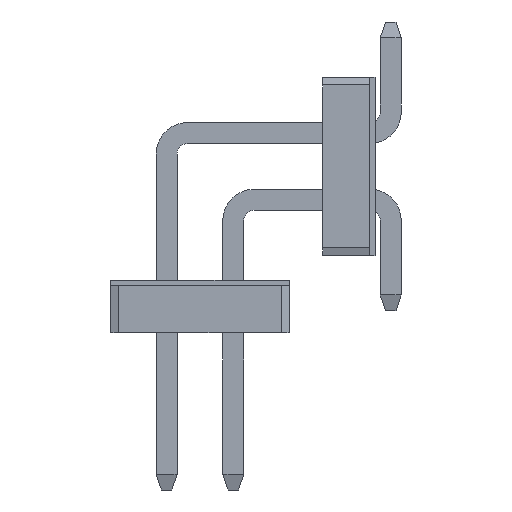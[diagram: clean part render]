
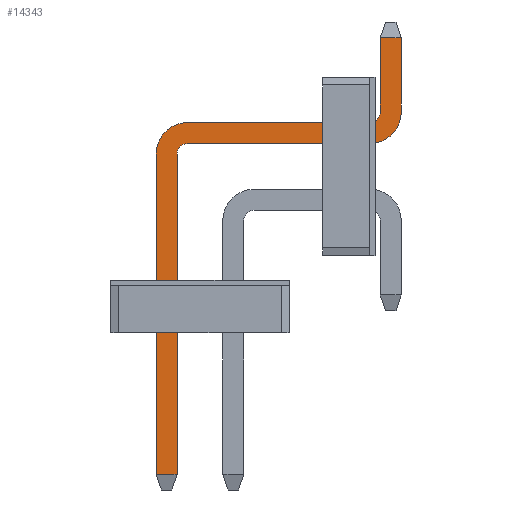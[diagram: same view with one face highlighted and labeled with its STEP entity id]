
A CAD part, left-side view. The second image highlights one B-rep face of the part: STEP entity #14343.
In plain terms, the highlighted planar face has unit normal (-1, 0, 0).
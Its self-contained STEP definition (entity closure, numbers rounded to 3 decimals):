
#14029=CARTESIAN_POINT('',(-0.2,3.77,-5.865));
#14030=VERTEX_POINT('',#14029);
#14053=CARTESIAN_POINT('',(-0.2,4.17,-5.865));
#14054=VERTEX_POINT('',#14053);
#14055=CARTESIAN_POINT('',(-0.2,3.77,-5.865));
#14056=DIRECTION('',(0.,1.,0.));
#14057=VECTOR('',#14056,0.4);
#14058=LINE('',#14055,#14057);
#14059=EDGE_CURVE('',#14030,#14054,#14058,.T.);
#14100=CARTESIAN_POINT('',(-0.2,4.17,0.235));
#14101=VERTEX_POINT('',#14100);
#14102=CARTESIAN_POINT('',(-0.2,4.17,-5.865));
#14103=DIRECTION('',(0.,0.,1.));
#14104=VECTOR('',#14103,6.1);
#14105=LINE('',#14102,#14104);
#14106=EDGE_CURVE('',#14054,#14101,#14105,.T.);
#14241=CARTESIAN_POINT('',(-0.2,3.77,0.235));
#14242=VERTEX_POINT('',#14241);
#14249=CARTESIAN_POINT('',(-0.2,3.77,0.235));
#14250=DIRECTION('',(0.,0.,-1.));
#14251=VECTOR('',#14250,6.1);
#14252=LINE('',#14249,#14251);
#14253=EDGE_CURVE('',#14242,#14030,#14252,.T.);
#14259=CARTESIAN_POINT('',(-0.2,4.17,-6.165));
#14260=DIRECTION('',(0.,-1.,0.));
#14261=DIRECTION('',(-1.,0.,0.));
#14262=AXIS2_PLACEMENT_3D('',#14259,#14261,#14260);
#14263=PLANE('',#14262);
#14264=ORIENTED_EDGE('',*,*,#14253,.F.);
#14265=CARTESIAN_POINT('',(-0.2,3.57,0.435));
#14266=VERTEX_POINT('',#14265);
#14267=CARTESIAN_POINT('',(-0.2,3.57,0.235));
#14268=DIRECTION('',(0.,1.,0.));
#14269=DIRECTION('',(1.,0.,0.));
#14270=AXIS2_PLACEMENT_3D('',#14267,#14269,#14268);
#14271=CIRCLE('',#14270,0.2);
#14272=EDGE_CURVE('',#14242,#14266,#14271,.T.);
#14273=ORIENTED_EDGE('',*,*,#14272,.T.);
#14274=CARTESIAN_POINT('',(-0.2,0.1,0.435));
#14275=VERTEX_POINT('',#14274);
#14276=CARTESIAN_POINT('',(-0.2,3.57,0.435));
#14277=DIRECTION('',(0.,-1.,0.));
#14278=VECTOR('',#14277,3.47);
#14279=LINE('',#14276,#14278);
#14280=EDGE_CURVE('',#14266,#14275,#14279,.T.);
#14281=ORIENTED_EDGE('',*,*,#14280,.T.);
#14282=CARTESIAN_POINT('',(-0.2,-0.5,1.035));
#14283=VERTEX_POINT('',#14282);
#14284=CARTESIAN_POINT('',(-0.2,0.1,1.035));
#14285=DIRECTION('',(0.,0.,-1.));
#14286=DIRECTION('',(-1.,0.,0.));
#14287=AXIS2_PLACEMENT_3D('',#14284,#14286,#14285);
#14288=CIRCLE('',#14287,0.6);
#14289=EDGE_CURVE('',#14275,#14283,#14288,.T.);
#14290=ORIENTED_EDGE('',*,*,#14289,.T.);
#14291=CARTESIAN_POINT('',(-0.2,-0.5,2.45));
#14292=VERTEX_POINT('',#14291);
#14293=CARTESIAN_POINT('',(-0.2,-0.5,1.035));
#14294=DIRECTION('',(0.,0.,1.));
#14295=VECTOR('',#14294,1.415);
#14296=LINE('',#14293,#14295);
#14297=EDGE_CURVE('',#14283,#14292,#14296,.T.);
#14298=ORIENTED_EDGE('',*,*,#14297,.T.);
#14299=CARTESIAN_POINT('',(-0.2,-0.1,2.45));
#14300=VERTEX_POINT('',#14299);
#14301=CARTESIAN_POINT('',(-0.2,-0.5,2.45));
#14302=DIRECTION('',(0.,1.,0.));
#14303=VECTOR('',#14302,0.4);
#14304=LINE('',#14301,#14303);
#14305=EDGE_CURVE('',#14292,#14300,#14304,.T.);
#14306=ORIENTED_EDGE('',*,*,#14305,.T.);
#14307=CARTESIAN_POINT('',(-0.2,-0.1,1.035));
#14308=VERTEX_POINT('',#14307);
#14309=CARTESIAN_POINT('',(-0.2,-0.1,2.45));
#14310=DIRECTION('',(0.,0.,-1.));
#14311=VECTOR('',#14310,1.415);
#14312=LINE('',#14309,#14311);
#14313=EDGE_CURVE('',#14300,#14308,#14312,.T.);
#14314=ORIENTED_EDGE('',*,*,#14313,.T.);
#14315=CARTESIAN_POINT('',(-0.2,0.1,0.835));
#14316=VERTEX_POINT('',#14315);
#14317=CARTESIAN_POINT('',(-0.2,0.1,1.035));
#14318=DIRECTION('',(0.,-1.,0.));
#14319=DIRECTION('',(1.,0.,0.));
#14320=AXIS2_PLACEMENT_3D('',#14317,#14319,#14318);
#14321=CIRCLE('',#14320,0.2);
#14322=EDGE_CURVE('',#14308,#14316,#14321,.T.);
#14323=ORIENTED_EDGE('',*,*,#14322,.T.);
#14324=CARTESIAN_POINT('',(-0.2,3.57,0.835));
#14325=VERTEX_POINT('',#14324);
#14326=CARTESIAN_POINT('',(-0.2,0.1,0.835));
#14327=DIRECTION('',(0.,1.,0.));
#14328=VECTOR('',#14327,3.47);
#14329=LINE('',#14326,#14328);
#14330=EDGE_CURVE('',#14316,#14325,#14329,.T.);
#14331=ORIENTED_EDGE('',*,*,#14330,.T.);
#14332=CARTESIAN_POINT('',(-0.2,3.57,0.235));
#14333=DIRECTION('',(0.,0.,1.));
#14334=DIRECTION('',(-1.,0.,0.));
#14335=AXIS2_PLACEMENT_3D('',#14332,#14334,#14333);
#14336=CIRCLE('',#14335,0.6);
#14337=EDGE_CURVE('',#14325,#14101,#14336,.T.);
#14338=ORIENTED_EDGE('',*,*,#14337,.T.);
#14339=ORIENTED_EDGE('',*,*,#14106,.F.);
#14340=ORIENTED_EDGE('',*,*,#14059,.F.);
#14341=EDGE_LOOP('',(#14264,#14273,#14281,#14290,#14298,#14306,#14314,#14323,#14331,#14338,#14339,#14340));
#14342=FACE_OUTER_BOUND('',#14341,.T.);
#14343=ADVANCED_FACE('',(#14342),#14263,.T.);
